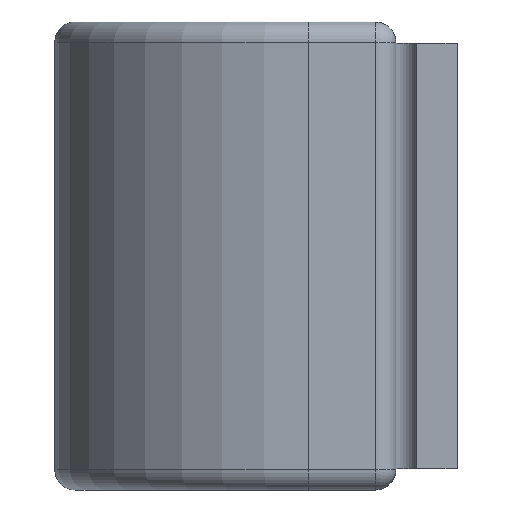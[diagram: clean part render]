
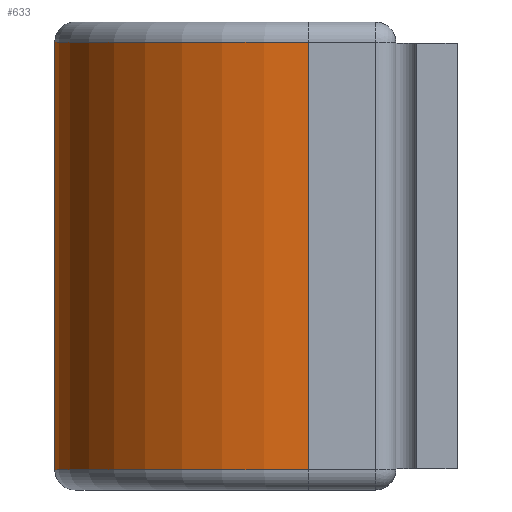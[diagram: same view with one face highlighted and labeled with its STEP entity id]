
A CAD part, left-side view. The second image highlights one B-rep face of the part: STEP entity #633.
In plain terms, the highlighted cylindrical face has radius 9.461 mm (diameter 18.923 mm), a partial arc.
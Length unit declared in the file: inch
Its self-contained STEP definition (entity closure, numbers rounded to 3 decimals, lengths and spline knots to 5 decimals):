
#50 = DIRECTION ( 'NONE',  ( 0., 0., 1. ) ) ;
#98 = EDGE_CURVE ( 'NONE', #1067, #439, #1555, .T. ) ;
#190 = CARTESIAN_POINT ( 'NONE',  ( 1.125, 0.21875, 0.31375 ) ) ;
#239 = CARTESIAN_POINT ( 'NONE',  ( 0.7525, 0.21875, -0.31375 ) ) ;
#340 = DIRECTION ( 'NONE',  ( 1., 0., 0. ) ) ;
#351 = VERTEX_POINT ( 'NONE', #811 ) ;
#439 = VERTEX_POINT ( 'NONE', #493 ) ;
#455 = CARTESIAN_POINT ( 'NONE',  ( 1.125, 0.21875, -0.31375 ) ) ;
#493 = CARTESIAN_POINT ( 'NONE',  ( 0.7525, 0.21875, -0.31375 ) ) ;
#506 = CARTESIAN_POINT ( 'NONE',  ( 1.4975, 0.21875, -0.31375 ) ) ;
#611 = EDGE_CURVE ( 'NONE', #1921, #351, #896, .T. ) ;
#633 = ADVANCED_FACE ( 'NONE', ( #1858 ), #872, .T. ) ;
#679 = DIRECTION ( 'NONE',  ( 1., 0., 0. ) ) ;
#811 = CARTESIAN_POINT ( 'NONE',  ( 0.7525, 0.21875, 0.31375 ) ) ;
#820 = CARTESIAN_POINT ( 'NONE',  ( 1.4975, 0.21875, -0.31375 ) ) ;
#872 = CYLINDRICAL_SURFACE ( 'NONE', #945, 0.3725 ) ;
#896 = CIRCLE ( 'NONE', #911, 0.3725 ) ;
#911 = AXIS2_PLACEMENT_3D ( 'NONE', #190, #1280, #340 ) ;
#945 = AXIS2_PLACEMENT_3D ( 'NONE', #1883, #50, #679 ) ;
#977 = DIRECTION ( 'NONE',  ( 0., 0., 1. ) ) ;
#993 = AXIS2_PLACEMENT_3D ( 'NONE', #455, #1966, #1061 ) ;
#1021 = ORIENTED_EDGE ( 'NONE', *, *, #1348, .F. ) ;
#1061 = DIRECTION ( 'NONE',  ( 1., 0., 0. ) ) ;
#1067 = VERTEX_POINT ( 'NONE', #820 ) ;
#1280 = DIRECTION ( 'NONE',  ( 0., 0., 1. ) ) ;
#1308 = ORIENTED_EDGE ( 'NONE', *, *, #1651, .T. ) ;
#1348 = EDGE_CURVE ( 'NONE', #1067, #1921, #1789, .T. ) ;
#1360 = ORIENTED_EDGE ( 'NONE', *, *, #611, .F. ) ;
#1400 = EDGE_LOOP ( 'NONE', ( #1021, #1791, #1308, #1360 ) ) ;
#1555 = CIRCLE ( 'NONE', #993, 0.3725 ) ;
#1607 = VECTOR ( 'NONE', #1770, 39.37008 ) ;
#1649 = LINE ( 'NONE', #239, #1607 ) ;
#1651 = EDGE_CURVE ( 'NONE', #439, #351, #1649, .T. ) ;
#1652 = CARTESIAN_POINT ( 'NONE',  ( 1.4975, 0.21875, 0.31375 ) ) ;
#1743 = VECTOR ( 'NONE', #977, 39.37008 ) ;
#1770 = DIRECTION ( 'NONE',  ( 0., 0., 1. ) ) ;
#1789 = LINE ( 'NONE', #506, #1743 ) ;
#1791 = ORIENTED_EDGE ( 'NONE', *, *, #98, .T. ) ;
#1858 = FACE_OUTER_BOUND ( 'NONE', #1400, .T. ) ;
#1883 = CARTESIAN_POINT ( 'NONE',  ( 1.125, 0.21875, 0.3125 ) ) ;
#1921 = VERTEX_POINT ( 'NONE', #1652 ) ;
#1966 = DIRECTION ( 'NONE',  ( 0., 0., 1. ) ) ;
